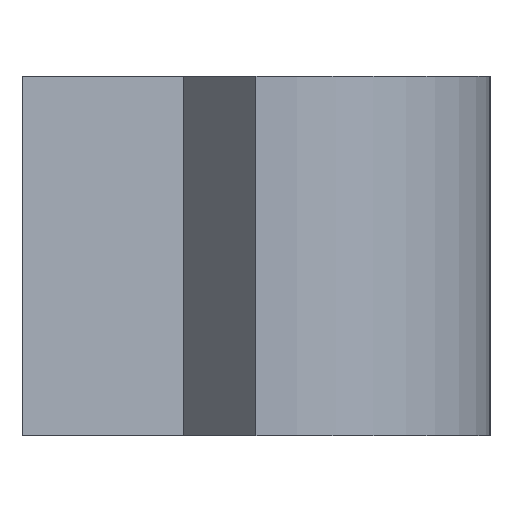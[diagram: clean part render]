
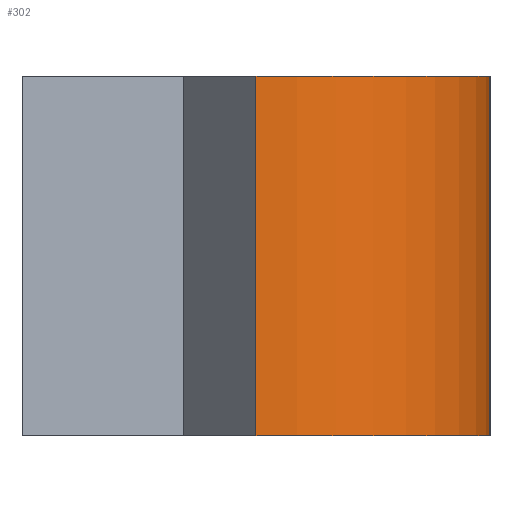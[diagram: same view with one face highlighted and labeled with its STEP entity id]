
A CAD part, left-side view. The second image highlights one B-rep face of the part: STEP entity #302.
In plain terms, the highlighted cylindrical face has radius 7.8 mm (diameter 15.6 mm), a partial arc.
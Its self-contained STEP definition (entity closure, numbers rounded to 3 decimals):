
#15=CIRCLE('',#342,7.8);
#16=CIRCLE('',#343,7.8);
#17=CYLINDRICAL_SURFACE('',#341,7.8);
#21=FACE_OUTER_BOUND('',#37,.T.);
#37=EDGE_LOOP('',(#212,#213,#214,#215));
#53=LINE('',#443,#93);
#60=LINE('',#460,#100);
#93=VECTOR('',#363,10.);
#100=VECTOR('',#378,10.);
#131=VERTEX_POINT('',#437);
#133=VERTEX_POINT('',#441);
#138=VERTEX_POINT('',#457);
#139=VERTEX_POINT('',#459);
#161=EDGE_CURVE('',#131,#133,#53,.T.);
#168=EDGE_CURVE('',#133,#138,#15,.T.);
#169=EDGE_CURVE('',#138,#139,#60,.T.);
#170=EDGE_CURVE('',#131,#139,#16,.T.);
#212=ORIENTED_EDGE('',*,*,#161,.T.);
#213=ORIENTED_EDGE('',*,*,#168,.T.);
#214=ORIENTED_EDGE('',*,*,#169,.T.);
#215=ORIENTED_EDGE('',*,*,#170,.F.);
#302=ADVANCED_FACE('',(#21),#17,.T.);
#341=AXIS2_PLACEMENT_3D('',#456,#374,#375);
#342=AXIS2_PLACEMENT_3D('',#458,#376,#377);
#343=AXIS2_PLACEMENT_3D('',#461,#379,#380);
#363=DIRECTION('',(0.,0.,-1.));
#374=DIRECTION('center_axis',(0.,0.,1.));
#375=DIRECTION('ref_axis',(0.,1.,0.));
#376=DIRECTION('center_axis',(0.,0.,1.));
#377=DIRECTION('ref_axis',(0.,1.,0.));
#378=DIRECTION('',(0.,0.,1.));
#379=DIRECTION('center_axis',(0.,0.,1.));
#380=DIRECTION('ref_axis',(0.,1.,0.));
#437=CARTESIAN_POINT('',(0.,-7.8,12.));
#441=CARTESIAN_POINT('',(0.,-7.8,0.));
#443=CARTESIAN_POINT('',(0.,-7.8,0.));
#456=CARTESIAN_POINT('Origin',(7.8,-7.8,0.));
#457=CARTESIAN_POINT('',(7.8,-15.6,0.));
#458=CARTESIAN_POINT('Origin',(7.8,-7.8,0.));
#459=CARTESIAN_POINT('',(7.8,-15.6,12.));
#460=CARTESIAN_POINT('',(7.8,-15.6,0.));
#461=CARTESIAN_POINT('Origin',(7.8,-7.8,12.));
